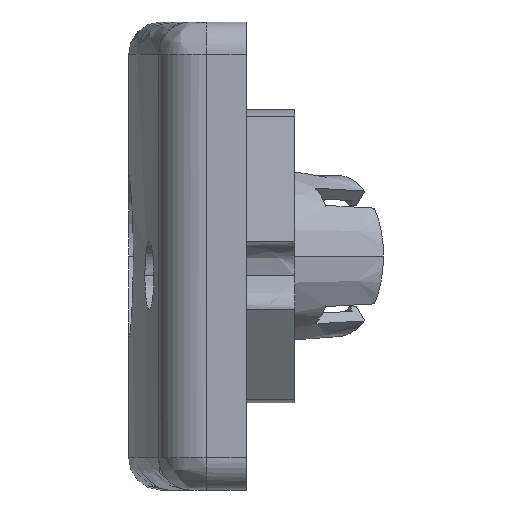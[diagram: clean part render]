
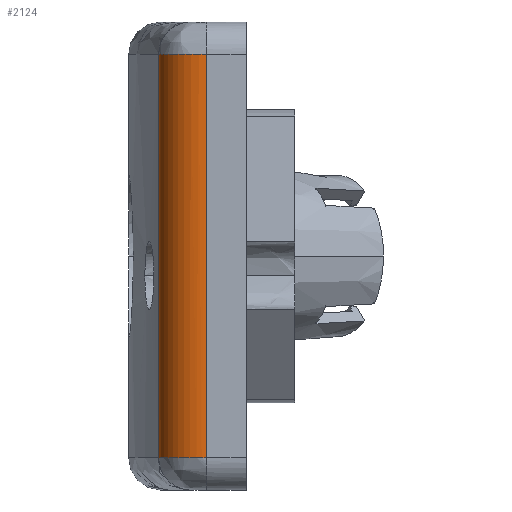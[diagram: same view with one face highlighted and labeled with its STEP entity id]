
A CAD part, left-side view. The second image highlights one B-rep face of the part: STEP entity #2124.
In plain terms, the highlighted free-form (B-spline) face has degree [2, 1] with [3, 2] control points.
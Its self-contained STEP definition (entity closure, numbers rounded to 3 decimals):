
#718 = VERTEX_POINT('',#719);
#719 = CARTESIAN_POINT('',(-28.568,-1.054,
    15.117));
#754 = VERTEX_POINT('',#755);
#755 = CARTESIAN_POINT('',(-31.625,-4.637,15.117
    ));
#770 = EDGE_CURVE('',#754,#718,#771,.T.);
#771 = ( BOUNDED_CURVE() B_SPLINE_CURVE(2,(#772,#773,#774),
.UNSPECIFIED.,.F.,.F.) B_SPLINE_CURVE_WITH_KNOTS((3,3),(0.,1.413
),.PIECEWISE_BEZIER_KNOTS.) CURVE() GEOMETRIC_REPRESENTATION_ITEM() 
RATIONAL_B_SPLINE_CURVE((1.,0.761,1.)) REPRESENTATION_ITEM('') 
  );
#772 = CARTESIAN_POINT('',(-31.625,-4.637,15.117
    ));
#773 = CARTESIAN_POINT('',(-31.625,-1.542,
    15.117));
#774 = CARTESIAN_POINT('',(-28.568,-1.054,
    15.117));
#899 = VERTEX_POINT('',#900);
#900 = CARTESIAN_POINT('',(-28.568,-1.054,
    -15.117));
#935 = VERTEX_POINT('',#936);
#936 = CARTESIAN_POINT('',(-31.625,-4.637,-15.117
    ));
#942 = EDGE_CURVE('',#899,#935,#943,.T.);
#943 = ( BOUNDED_CURVE() B_SPLINE_CURVE(2,(#944,#945,#946),
.UNSPECIFIED.,.F.,.F.) B_SPLINE_CURVE_WITH_KNOTS((3,3),(4.871,
6.283),.PIECEWISE_BEZIER_KNOTS.) CURVE() 
GEOMETRIC_REPRESENTATION_ITEM() RATIONAL_B_SPLINE_CURVE((1.,
0.761,1.)) REPRESENTATION_ITEM('') );
#944 = CARTESIAN_POINT('',(-28.568,-1.054,
    -15.117));
#945 = CARTESIAN_POINT('',(-31.625,-1.542,
    -15.117));
#946 = CARTESIAN_POINT('',(-31.625,-4.637,-15.117
    ));
#2108 = EDGE_CURVE('',#754,#935,#2109,.T.);
#2109 = B_SPLINE_CURVE_WITH_KNOTS('',1,(#2110,#2111),.UNSPECIFIED.,.F.,
  .F.,(2,2),(2.,27.),.PIECEWISE_BEZIER_KNOTS.);
#2110 = CARTESIAN_POINT('',(-31.625,-4.637,
    15.117));
#2111 = CARTESIAN_POINT('',(-31.625,-4.637,
    -15.117));
#2124 = ADVANCED_FACE('',(#2125),#2135,.T.);
#2125 = FACE_BOUND('',#2126,.T.);
#2126 = EDGE_LOOP('',(#2127,#2132,#2133,#2134));
#2127 = ORIENTED_EDGE('',*,*,#2128,.T.);
#2128 = EDGE_CURVE('',#718,#899,#2129,.T.);
#2129 = B_SPLINE_CURVE_WITH_KNOTS('',1,(#2130,#2131),.UNSPECIFIED.,.F.,
  .F.,(2,2),(2.,27.),.PIECEWISE_BEZIER_KNOTS.);
#2130 = CARTESIAN_POINT('',(-28.568,-1.054,
    15.117));
#2131 = CARTESIAN_POINT('',(-28.568,-1.054,
    -15.117));
#2132 = ORIENTED_EDGE('',*,*,#942,.T.);
#2133 = ORIENTED_EDGE('',*,*,#2108,.F.);
#2134 = ORIENTED_EDGE('',*,*,#770,.T.);
#2135 = ( BOUNDED_SURFACE() B_SPLINE_SURFACE(2,1,(
    (#2136,#2137)
    ,(#2138,#2139)
    ,(#2140,#2141
)),.UNSPECIFIED.,.F.,.F.,.F.) B_SPLINE_SURFACE_WITH_KNOTS((3,3),(2,2),(
    0.,1.413),(2.,27.),.PIECEWISE_BEZIER_KNOTS.) 
GEOMETRIC_REPRESENTATION_ITEM() RATIONAL_B_SPLINE_SURFACE((
    (1.,1.)
    ,(0.761,0.761)
,(1.,1.))) REPRESENTATION_ITEM('') SURFACE() );
#2136 = CARTESIAN_POINT('',(-31.625,-4.637,
    15.117));
#2137 = CARTESIAN_POINT('',(-31.625,-4.637,
    -15.117));
#2138 = CARTESIAN_POINT('',(-31.625,-1.542,
    15.117));
#2139 = CARTESIAN_POINT('',(-31.625,-1.542,
    -15.117));
#2140 = CARTESIAN_POINT('',(-28.568,-1.054,
    15.117));
#2141 = CARTESIAN_POINT('',(-28.568,-1.054,
    -15.117));
